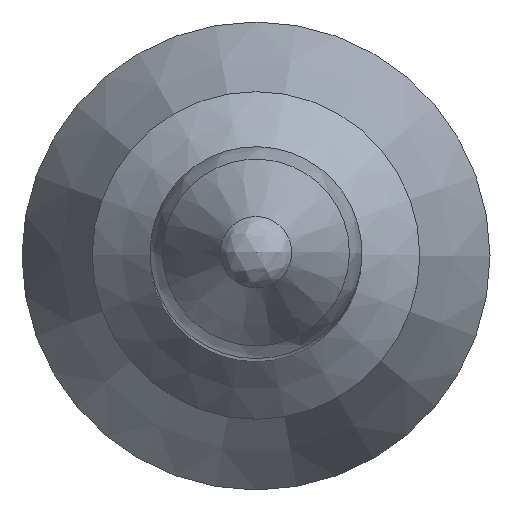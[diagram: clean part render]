
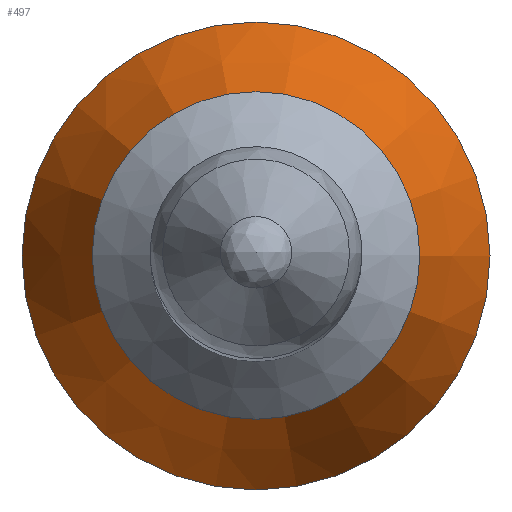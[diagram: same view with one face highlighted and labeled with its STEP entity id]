
A CAD part, top view. The second image highlights one B-rep face of the part: STEP entity #497.
In plain terms, the highlighted conical face has half-angle 24.513 degrees and reference radius 1.75 mm.
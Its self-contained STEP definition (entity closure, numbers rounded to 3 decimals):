
#380=CONICAL_SURFACE('',#3106,1.75,24.513);
#497=ADVANCED_FACE('',(#617,#618),#380,.T.);
#617=FACE_BOUND('',#781,.T.);
#618=FACE_BOUND('',#782,.T.);
#781=EDGE_LOOP('',(#1343));
#782=EDGE_LOOP('',(#1344));
#1343=ORIENTED_EDGE('',*,*,#1833,.T.);
#1344=ORIENTED_EDGE('',*,*,#1832,.F.);
#1549=VERTEX_POINT('',#5323);
#1550=VERTEX_POINT('',#5326);
#1832=EDGE_CURVE('',#1549,#1549,#1965,.T.);
#1833=EDGE_CURVE('',#1550,#1550,#1966,.T.);
#1965=CIRCLE('',#3103,1.75);
#1966=CIRCLE('',#3105,0.9);
#3103=AXIS2_PLACEMENT_3D('',#5322,#3783,#3784);
#3105=AXIS2_PLACEMENT_3D('',#5325,#3787,#3788);
#3106=AXIS2_PLACEMENT_3D('',#5327,#3789,#3790);
#3783=DIRECTION('',(0.,0.,-1.));
#3784=DIRECTION('',(-1.,0.,0.));
#3787=DIRECTION('',(0.,0.,-1.));
#3788=DIRECTION('',(1.,0.,0.));
#3789=DIRECTION('',(0.,0.,-1.));
#3790=DIRECTION('',(-1.,0.,0.));
#5322=CARTESIAN_POINT('',(0.,0.,9.001));
#5323=CARTESIAN_POINT('',(-1.75,0.,9.001));
#5325=CARTESIAN_POINT('',(0.,0.,10.865));
#5326=CARTESIAN_POINT('',(0.9,0.,10.865));
#5327=CARTESIAN_POINT('',(0.,0.,9.001));
